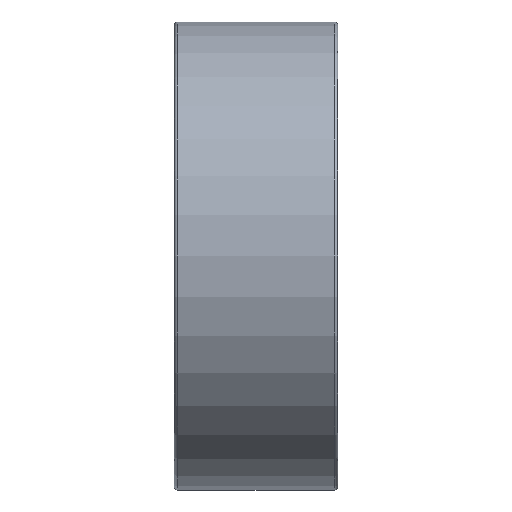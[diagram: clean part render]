
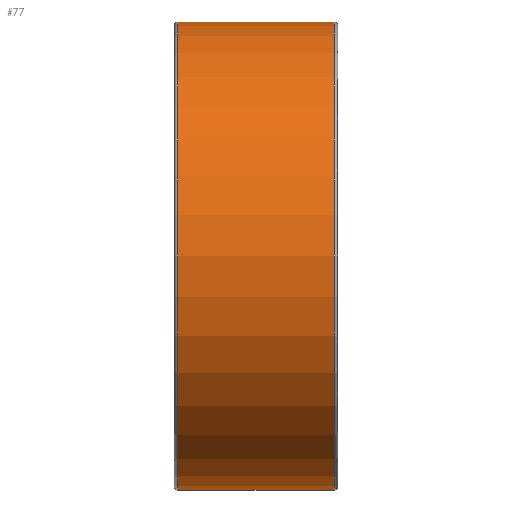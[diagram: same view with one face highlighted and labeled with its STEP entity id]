
A CAD part, front view. The second image highlights one B-rep face of the part: STEP entity #77.
In plain terms, the highlighted cylindrical face has radius 71.6 mm (diameter 143.2 mm), a partial arc.
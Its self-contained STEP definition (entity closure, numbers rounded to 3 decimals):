
#77=ADVANCED_FACE('',(#151),#152,.T.);
#151=FACE_OUTER_BOUND('',#229,.T.);
#152=CYLINDRICAL_SURFACE('',#230,71.6);
#229=EDGE_LOOP('',(#460,#461,#462,#463,#464,#465));
#230=AXIS2_PLACEMENT_3D('',#466,#467,#468);
#460=ORIENTED_EDGE('',*,*,#483,.T.);
#461=ORIENTED_EDGE('',*,*,#554,.F.);
#462=ORIENTED_EDGE('',*,*,#553,.F.);
#463=ORIENTED_EDGE('',*,*,#485,.T.);
#464=ORIENTED_EDGE('',*,*,#552,.T.);
#465=ORIENTED_EDGE('',*,*,#551,.T.);
#466=CARTESIAN_POINT('',(25.0,0.0,0.0));
#467=DIRECTION('',(1.0,0.0,0.0));
#468=DIRECTION('',(0.0,0.0,-1.0));
#483=EDGE_CURVE('',#555,#556,#557,.T.);
#485=EDGE_CURVE('',#560,#558,#561,.T.);
#551=EDGE_CURVE('',#669,#555,#670,.T.);
#552=EDGE_CURVE('',#558,#669,#671,.T.);
#553=EDGE_CURVE('',#560,#672,#673,.T.);
#554=EDGE_CURVE('',#672,#556,#674,.T.);
#555=VERTEX_POINT('',#675);
#556=VERTEX_POINT('',#676);
#557=LINE('',#677,#678);
#558=VERTEX_POINT('',#679);
#560=VERTEX_POINT('',#681);
#561=LINE('',#682,#683);
#669=VERTEX_POINT('',#809);
#670=CIRCLE('',#810,71.6);
#671=CIRCLE('',#811,71.6);
#672=VERTEX_POINT('',#812);
#673=CIRCLE('',#813,71.6);
#674=CIRCLE('',#814,71.6);
#675=CARTESIAN_POINT('',(1.0,0.,-71.6));
#676=CARTESIAN_POINT('',(49.0,0.,-71.6));
#677=CARTESIAN_POINT('',(25.0,0.,-71.6));
#678=VECTOR('',#815,1.0);
#679=CARTESIAN_POINT('',(1.0,0.,71.6));
#681=CARTESIAN_POINT('',(49.0,0.,71.6));
#682=CARTESIAN_POINT('',(25.0,0.,71.6));
#683=VECTOR('',#819,1.0);
#809=CARTESIAN_POINT('',(1.,-71.6,0.));
#810=AXIS2_PLACEMENT_3D('',#979,#980,#981);
#811=AXIS2_PLACEMENT_3D('',#982,#983,#984);
#812=CARTESIAN_POINT('',(49.0,-71.6,0.0));
#813=AXIS2_PLACEMENT_3D('',#985,#986,#987);
#814=AXIS2_PLACEMENT_3D('',#988,#989,#990);
#815=DIRECTION('',(1.0,0.0,0.0));
#819=DIRECTION('',(-1.0,-0.0,-0.0));
#979=CARTESIAN_POINT('',(1.0,0.,0.));
#980=DIRECTION('',(1.0,0.0,0.0));
#981=DIRECTION('',(0.0,0.0,-1.0));
#982=CARTESIAN_POINT('',(1.0,0.,0.));
#983=DIRECTION('',(1.0,0.0,0.0));
#984=DIRECTION('',(0.0,0.0,-1.0));
#985=CARTESIAN_POINT('',(49.0,0.,0.0));
#986=DIRECTION('',(1.0,0.0,0.0));
#987=DIRECTION('',(0.0,0.0,-1.0));
#988=CARTESIAN_POINT('',(49.0,0.,0.0));
#989=DIRECTION('',(1.0,0.0,0.0));
#990=DIRECTION('',(0.0,0.0,-1.0));
